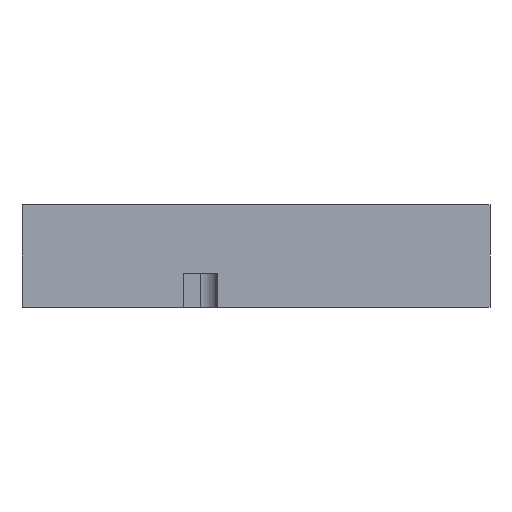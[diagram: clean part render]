
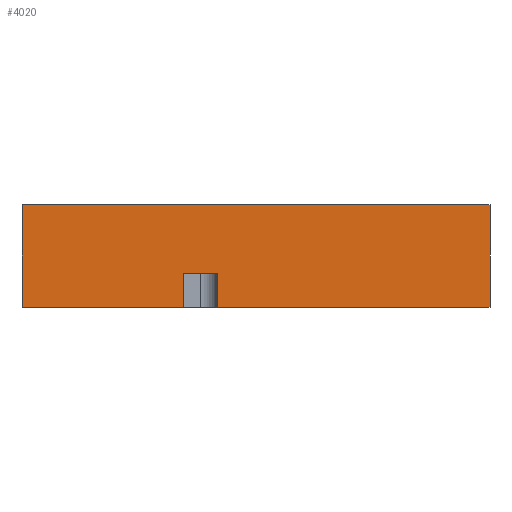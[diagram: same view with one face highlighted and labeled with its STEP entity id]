
A CAD part, front view. The second image highlights one B-rep face of the part: STEP entity #4020.
In plain terms, the highlighted planar face has unit normal (0, -1, 0).
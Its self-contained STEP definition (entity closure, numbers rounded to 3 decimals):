
#33 = CARTESIAN_POINT ( 'NONE',  ( -55., -85., 24. ) ) ;
#249 = DIRECTION ( 'NONE',  ( 0., 0., -1. ) ) ;
#253 = EDGE_CURVE ( 'NONE', #8704, #10157, #11429, .T. ) ;
#315 = CARTESIAN_POINT ( 'NONE',  ( -55., -85., 0. ) ) ;
#424 = VECTOR ( 'NONE', #10673, 1000. ) ;
#1159 = AXIS2_PLACEMENT_3D ( 'NONE', #12758, #4655, #14328 ) ;
#1505 = LINE ( 'NONE', #11733, #424 ) ;
#2073 = CARTESIAN_POINT ( 'NONE',  ( -55., -85., 24. ) ) ;
#2241 = VECTOR ( 'NONE', #13698, 1000. ) ;
#2462 = VERTEX_POINT ( 'NONE', #315 ) ;
#2731 = EDGE_CURVE ( 'NONE', #4135, #12344, #8172, .T. ) ;
#3160 = CARTESIAN_POINT ( 'NONE',  ( -9., -85., 8. ) ) ;
#3247 = CARTESIAN_POINT ( 'NONE',  ( -9., -85., 0. ) ) ;
#3391 = LINE ( 'NONE', #8147, #14004 ) ;
#3908 = EDGE_CURVE ( 'NONE', #13223, #7172, #10259, .T. ) ;
#4020 = ADVANCED_FACE ( 'NONE', ( #5800 ), #14960, .F. ) ;
#4135 = VERTEX_POINT ( 'NONE', #8855 ) ;
#4433 = EDGE_CURVE ( 'NONE', #8704, #12344, #1505, .T. ) ;
#4492 = CARTESIAN_POINT ( 'NONE',  ( -17., -85., 0. ) ) ;
#4497 = DIRECTION ( 'NONE',  ( 1., 0., 0. ) ) ;
#4581 = LINE ( 'NONE', #2073, #10606 ) ;
#4655 = DIRECTION ( 'NONE',  ( 0., 1., 0. ) ) ;
#5260 = EDGE_CURVE ( 'NONE', #11827, #2462, #9341, .T. ) ;
#5800 = FACE_OUTER_BOUND ( 'NONE', #12985, .T. ) ;
#5891 = DIRECTION ( 'NONE',  ( 1., 0., 0. ) ) ;
#6021 = VECTOR ( 'NONE', #13637, 1000. ) ;
#6511 = VECTOR ( 'NONE', #249, 1000. ) ;
#7172 = VERTEX_POINT ( 'NONE', #12192 ) ;
#7857 = DIRECTION ( 'NONE',  ( 0., 0., 1. ) ) ;
#8147 = CARTESIAN_POINT ( 'NONE',  ( -9., -85., 8. ) ) ;
#8172 = LINE ( 'NONE', #10296, #2241 ) ;
#8704 = VERTEX_POINT ( 'NONE', #9409 ) ;
#8855 = CARTESIAN_POINT ( 'NONE',  ( 55., -85., 24. ) ) ;
#9341 = LINE ( 'NONE', #33, #6511 ) ;
#9402 = ORIENTED_EDGE ( 'NONE', *, *, #13190, .T. ) ;
#9409 = CARTESIAN_POINT ( 'NONE',  ( -9., -85., 0. ) ) ;
#9980 = ORIENTED_EDGE ( 'NONE', *, *, #3908, .T. ) ;
#10157 = VERTEX_POINT ( 'NONE', #3160 ) ;
#10201 = ORIENTED_EDGE ( 'NONE', *, *, #2731, .F. ) ;
#10259 = LINE ( 'NONE', #4492, #12765 ) ;
#10296 = CARTESIAN_POINT ( 'NONE',  ( 55., -85., 24. ) ) ;
#10606 = VECTOR ( 'NONE', #4497, 1000. ) ;
#10673 = DIRECTION ( 'NONE',  ( 1., 0., 0. ) ) ;
#11365 = CARTESIAN_POINT ( 'NONE',  ( -17., -85., 0. ) ) ;
#11429 = LINE ( 'NONE', #3247, #12511 ) ;
#11473 = ORIENTED_EDGE ( 'NONE', *, *, #14037, .F. ) ;
#11680 = EDGE_CURVE ( 'NONE', #7172, #10157, #3391, .T. ) ;
#11733 = CARTESIAN_POINT ( 'NONE',  ( -55., -85., 0. ) ) ;
#11827 = VERTEX_POINT ( 'NONE', #12379 ) ;
#12103 = ORIENTED_EDGE ( 'NONE', *, *, #11680, .T. ) ;
#12192 = CARTESIAN_POINT ( 'NONE',  ( -17., -85., 8. ) ) ;
#12305 = DIRECTION ( 'NONE',  ( 0., 0., 1. ) ) ;
#12344 = VERTEX_POINT ( 'NONE', #14485 ) ;
#12374 = ORIENTED_EDGE ( 'NONE', *, *, #253, .F. ) ;
#12379 = CARTESIAN_POINT ( 'NONE',  ( -55., -85., 24. ) ) ;
#12511 = VECTOR ( 'NONE', #7857, 1000. ) ;
#12758 = CARTESIAN_POINT ( 'NONE',  ( -55., -85., 24. ) ) ;
#12765 = VECTOR ( 'NONE', #12305, 1000. ) ;
#12985 = EDGE_LOOP ( 'NONE', ( #12103, #12374, #14152, #10201, #11473, #14805, #9402, #9980 ) ) ;
#13190 = EDGE_CURVE ( 'NONE', #2462, #13223, #14692, .T. ) ;
#13223 = VERTEX_POINT ( 'NONE', #11365 ) ;
#13637 = DIRECTION ( 'NONE',  ( 1., 0., 0. ) ) ;
#13698 = DIRECTION ( 'NONE',  ( 0., 0., -1. ) ) ;
#14004 = VECTOR ( 'NONE', #5891, 1000. ) ;
#14037 = EDGE_CURVE ( 'NONE', #11827, #4135, #4581, .T. ) ;
#14152 = ORIENTED_EDGE ( 'NONE', *, *, #4433, .T. ) ;
#14328 = DIRECTION ( 'NONE',  ( 0., 0., 1. ) ) ;
#14485 = CARTESIAN_POINT ( 'NONE',  ( 55., -85., 0. ) ) ;
#14619 = CARTESIAN_POINT ( 'NONE',  ( -55., -85., 0. ) ) ;
#14692 = LINE ( 'NONE', #14619, #6021 ) ;
#14805 = ORIENTED_EDGE ( 'NONE', *, *, #5260, .T. ) ;
#14960 = PLANE ( 'NONE',  #1159 ) ;
